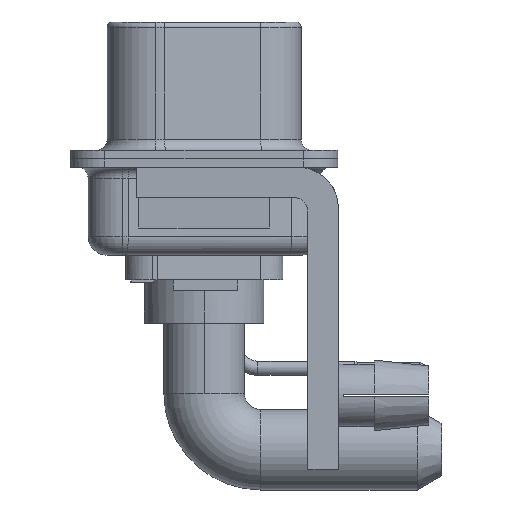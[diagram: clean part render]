
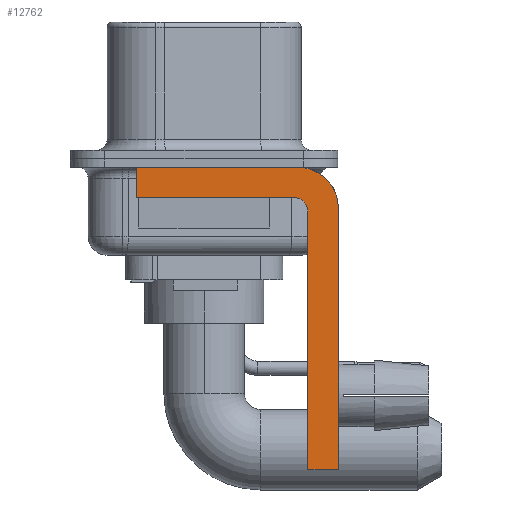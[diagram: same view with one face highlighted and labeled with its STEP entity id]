
A CAD part, left-side view. The second image highlights one B-rep face of the part: STEP entity #12762.
In plain terms, the highlighted planar face has unit normal (-1, 0, 0).
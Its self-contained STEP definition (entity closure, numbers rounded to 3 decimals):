
#12365=AXIS2_PLACEMENT_3D('Circle Axis2P3D',#12363,#12364,$) ;
#12745=AXIS2_PLACEMENT_3D('Plane Axis2P3D',#12742,#12743,#12744) ;
#11436=CARTESIAN_POINT('Vertex',(-19.647,3.175,-1.816)) ;
#11439=CARTESIAN_POINT('Line Origine',(-19.647,3.175,-1.105)) ;
#11443=CARTESIAN_POINT('Vertex',(-19.647,3.175,-0.394)) ;
#12363=CARTESIAN_POINT('Axis2P3D Location',(-19.647,-4.369,-2.299)) ;
#12367=CARTESIAN_POINT('Vertex',(-19.647,-6.274,-2.299)) ;
#12369=CARTESIAN_POINT('Vertex',(-19.647,-4.369,-0.394)) ;
#12449=CARTESIAN_POINT('Line Origine',(-19.647,-6.274,-8.407)) ;
#12453=CARTESIAN_POINT('Vertex',(-19.647,-6.274,-14.516)) ;
#12534=CARTESIAN_POINT('Line Origine',(-19.647,-5.563,-14.516)) ;
#12538=CARTESIAN_POINT('Vertex',(-19.647,-4.851,-14.516)) ;
#12565=CARTESIAN_POINT('Line Origine',(-19.647,-4.851,-8.484)) ;
#12569=CARTESIAN_POINT('Vertex',(-19.647,-4.851,-2.451)) ;
#12657=CARTESIAN_POINT('Control Point',(-19.647,-4.216,-1.816)) ;
#12658=CARTESIAN_POINT('Control Point',(-19.647,-4.466,-1.816)) ;
#12659=CARTESIAN_POINT('Control Point',(-19.647,-4.718,-1.949)) ;
#12660=CARTESIAN_POINT('Control Point',(-19.647,-4.851,-2.202)) ;
#12661=CARTESIAN_POINT('Control Point',(-19.647,-4.851,-2.451)) ;
#12662=CARTESIAN_POINT('Vertex',(-19.647,-4.216,-1.816)) ;
#12689=CARTESIAN_POINT('Line Origine',(-19.647,-0.521,-1.816)) ;
#12742=CARTESIAN_POINT('Axis2P3D Location',(-19.647,3.175,-1.816)) ;
#12747=CARTESIAN_POINT('Line Origine',(-19.647,-0.597,-0.394)) ;
#11440=DIRECTION('Vector Direction',(0.,0.,1.)) ;
#12364=DIRECTION('Axis2P3D Direction',(-1.,0.,0.)) ;
#12450=DIRECTION('Vector Direction',(0.,0.,1.)) ;
#12535=DIRECTION('Vector Direction',(0.,-1.,0.)) ;
#12566=DIRECTION('Vector Direction',(0.,0.,1.)) ;
#12690=DIRECTION('Vector Direction',(0.,-1.,0.)) ;
#12743=DIRECTION('Axis2P3D Direction',(-1.,0.,0.)) ;
#12744=DIRECTION('Axis2P3D XDirection',(0.,0.,1.)) ;
#12748=DIRECTION('Vector Direction',(0.,-1.,0.)) ;
#11441=VECTOR('Line Direction',#11440,1.) ;
#12451=VECTOR('Line Direction',#12450,1.) ;
#12536=VECTOR('Line Direction',#12535,1.) ;
#12567=VECTOR('Line Direction',#12566,1.) ;
#12691=VECTOR('Line Direction',#12690,1.) ;
#12749=VECTOR('Line Direction',#12748,1.) ;
#12753=ORIENTED_EDGE('',*,*,#12455,.T.) ;
#12754=ORIENTED_EDGE('',*,*,#12371,.T.) ;
#12755=ORIENTED_EDGE('',*,*,#12751,.F.) ;
#12756=ORIENTED_EDGE('',*,*,#11445,.F.) ;
#12757=ORIENTED_EDGE('',*,*,#12693,.T.) ;
#12758=ORIENTED_EDGE('',*,*,#12664,.T.) ;
#12759=ORIENTED_EDGE('',*,*,#12571,.F.) ;
#12760=ORIENTED_EDGE('',*,*,#12540,.T.) ;
#12762=ADVANCED_FACE('',(#12761),#12746,.T.) ;
#12656=B_SPLINE_CURVE_WITH_KNOTS('',4,(#12657,#12658,#12659,#12660,#12661),.UNSPECIFIED.,.F.,.U.,(5,5),(-0.499,0.499),.UNSPECIFIED.) ;
#12366=CIRCLE('generated circle',#12365,1.905) ;
#11445=EDGE_CURVE('',#11437,#11444,#11442,.T.) ;
#12371=EDGE_CURVE('',#12368,#12370,#12366,.T.) ;
#12455=EDGE_CURVE('',#12454,#12368,#12452,.T.) ;
#12540=EDGE_CURVE('',#12539,#12454,#12537,.T.) ;
#12571=EDGE_CURVE('',#12539,#12570,#12568,.T.) ;
#12664=EDGE_CURVE('',#12663,#12570,#12656,.T.) ;
#12693=EDGE_CURVE('',#11437,#12663,#12692,.T.) ;
#12751=EDGE_CURVE('',#11444,#12370,#12750,.T.) ;
#12752=EDGE_LOOP('',(#12753,#12754,#12755,#12756,#12757,#12758,#12759,#12760)) ;
#12761=FACE_OUTER_BOUND('',#12752,.T.) ;
#11442=LINE('Line',#11439,#11441) ;
#12452=LINE('Line',#12449,#12451) ;
#12537=LINE('Line',#12534,#12536) ;
#12568=LINE('Line',#12565,#12567) ;
#12692=LINE('Line',#12689,#12691) ;
#12750=LINE('Line',#12747,#12749) ;
#12746=PLANE('Plane',#12745) ;
#11437=VERTEX_POINT('',#11436) ;
#11444=VERTEX_POINT('',#11443) ;
#12368=VERTEX_POINT('',#12367) ;
#12370=VERTEX_POINT('',#12369) ;
#12454=VERTEX_POINT('',#12453) ;
#12539=VERTEX_POINT('',#12538) ;
#12570=VERTEX_POINT('',#12569) ;
#12663=VERTEX_POINT('',#12662) ;
